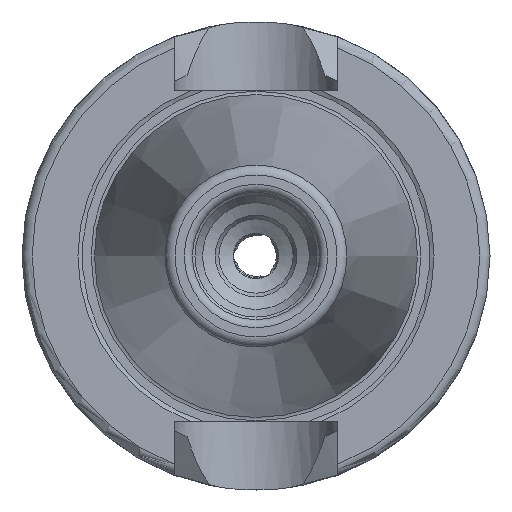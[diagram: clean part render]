
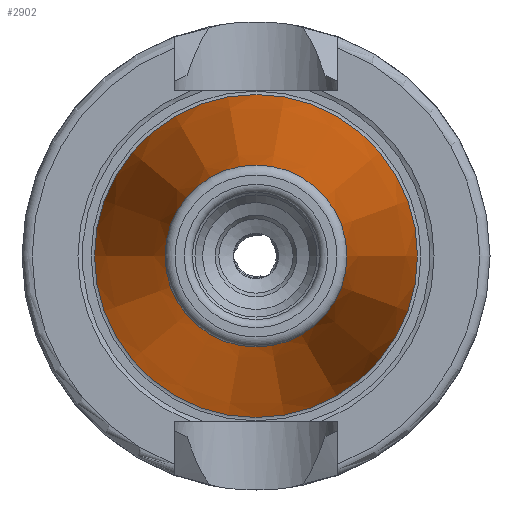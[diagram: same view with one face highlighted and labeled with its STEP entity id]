
A CAD part, left-side view. The second image highlights one B-rep face of the part: STEP entity #2902.
In plain terms, the highlighted conical face has half-angle 8.297 degrees and reference radius 12.408 mm.
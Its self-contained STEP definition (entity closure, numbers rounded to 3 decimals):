
#2868=CARTESIAN_POINT('',(-47.544,8.941,0.0));
#2869=VERTEX_POINT('',#2868);
#2870=CARTESIAN_POINT('',(-47.544,0.0,0.0));
#2871=DIRECTION('',(1.0,0.0,0.0));
#2872=DIRECTION('',(0.0,1.0,0.0));
#2873=AXIS2_PLACEMENT_3D('',#2870,#2871,#2872);
#2874=CIRCLE('',#2873,8.941);
#2875=EDGE_CURVE('',#2869,#2869,#2874,.T.);
#2883=CARTESIAN_POINT('',(-23.772,0.0,0.0));
#2884=DIRECTION('',(1.0,0.0,0.0));
#2885=DIRECTION('',(0.0,1.0,0.0));
#2886=AXIS2_PLACEMENT_3D('',#2883,#2884,#2885);
#2887=CONICAL_SURFACE('',#2886,12.408,8.297);
#2888=CARTESIAN_POINT('',(0.0,15.875,0.0));
#2889=VERTEX_POINT('',#2888);
#2890=CARTESIAN_POINT('',(0.0,0.0,0.0));
#2891=DIRECTION('',(1.0,0.0,0.0));
#2892=DIRECTION('',(0.0,1.0,0.0));
#2893=AXIS2_PLACEMENT_3D('',#2890,#2891,#2892);
#2894=CIRCLE('',#2893,15.875);
#2895=EDGE_CURVE('',#2889,#2889,#2894,.T.);
#2896=ORIENTED_EDGE('',*,*,#2895,.F.);
#2897=EDGE_LOOP('',(#2896));
#2898=FACE_OUTER_BOUND('',#2897,.T.);
#2899=ORIENTED_EDGE('',*,*,#2875,.T.);
#2900=EDGE_LOOP('',(#2899));
#2901=FACE_BOUND('',#2900,.T.);
#2902=ADVANCED_FACE('',(#2898,#2901),#2887,.T.);
